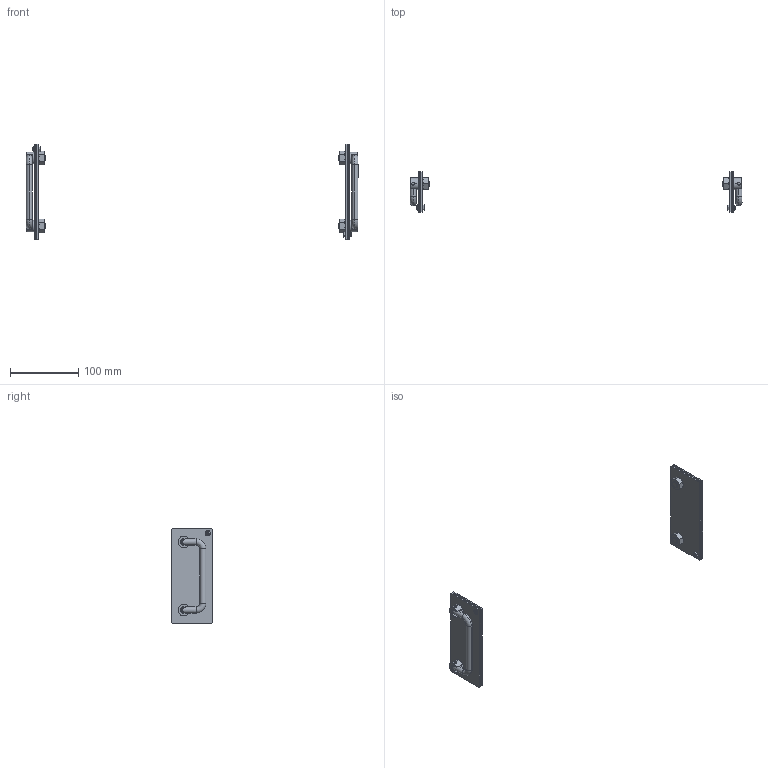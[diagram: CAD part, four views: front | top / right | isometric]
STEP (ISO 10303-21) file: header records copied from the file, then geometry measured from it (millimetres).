
FILE_DESCRIPTION (( 'STEP AP214' ), '1' );
FILE_NAME ('INGUN_47715.STEP', '2025-10-27T10:27:37', ( '' ), ( '' ), 'SwSTEP 2.0', 'SolidWorks 2023', '' );
FILE_SCHEMA (( 'AUTOMOTIVE_DESIGN' ));
Length unit declared in the file: millimetre
Products named in the file (9): 114196_003~0; ISO7380~n_M04,0x010; 114196_001~0; 115550~0_S; DIN934~n_M04,0 A2; INGUN_47715; 114196_004~0_S; 114196~0_für Zahnscheibe und Kabelschuh vorne - Blech 5mm<Standard>; 114196_002~0
Assembly tree (17 placements, depth 3):
  INGUN_47715
    114196~0_für Zahnscheibe und Kabelschuh vorne - Blech 5mm<Standard>  x2
      114196_001~0
      114196_002~0
      114196_003~0
      114196_004~0_S
    115550~0_S  x4
    ISO7380~n_M04,0x010  x2
    DIN934~n_M04,0 A2  x2
Bounding box: 488 x 60 x 140 mm (x, y, z)
Volume: 104792 mm3; surface area: 92992.5 mm2
Topology: 22 solids, 22 shells, 420 faces, 998 edges, 618 vertices
Faces by surface type: cylinder 166, plane 150, cone 84, torus 20
Entity records: 4950 total; most frequent: CARTESIAN_POINT 1290, DIRECTION 747, ORIENTED_EDGE 678, EDGE_CURVE 339, AXIS2_PLACEMENT_3D 312, VERTEX_POINT 211, EDGE_LOOP 154, CIRCLE 150
